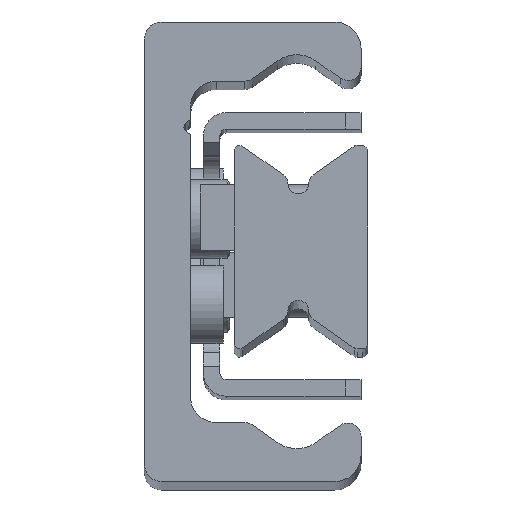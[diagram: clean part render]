
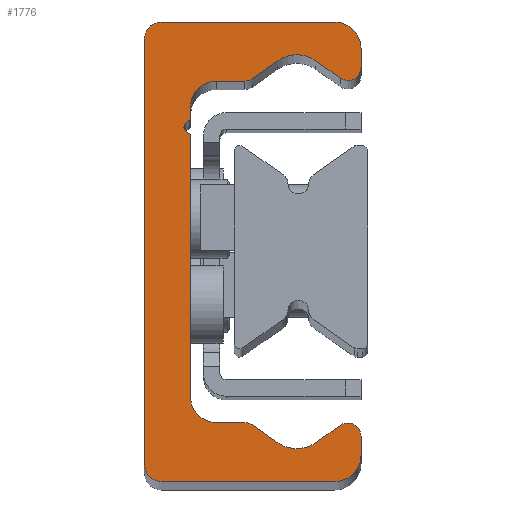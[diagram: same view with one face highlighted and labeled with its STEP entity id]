
A CAD part, top view. The second image highlights one B-rep face of the part: STEP entity #1776.
In plain terms, the highlighted planar face has unit normal (0, 0, 1).
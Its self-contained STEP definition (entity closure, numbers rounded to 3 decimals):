
#758=CARTESIAN_POINT('',(1.299,0.,370.0));
#759=VERTEX_POINT('',#758);
#760=CARTESIAN_POINT('',(-0.001,1.3,370.0));
#761=VERTEX_POINT('',#760);
#762=CARTESIAN_POINT('',(1.299,1.3,370.0));
#763=DIRECTION('',(0.0,0.0,-1.0));
#764=DIRECTION('',(-1.0,0.0,0.0));
#765=AXIS2_PLACEMENT_3D('',#762,#763,#764);
#766=CIRCLE('',#765,1.3);
#767=EDGE_CURVE('',#759,#761,#766,.T.);
#800=CARTESIAN_POINT('',(-0.001,33.7,370.0));
#801=VERTEX_POINT('',#800);
#802=CARTESIAN_POINT('',(-0.001,1.3,370.0));
#803=DIRECTION('',(0.0,1.0,0.0));
#804=VECTOR('',#803,32.4);
#805=LINE('',#802,#804);
#806=EDGE_CURVE('',#761,#801,#805,.T.);
#858=CARTESIAN_POINT('',(1.299,35.0,370.0));
#859=VERTEX_POINT('',#858);
#860=CARTESIAN_POINT('',(1.299,33.7,370.0));
#861=DIRECTION('',(0.0,0.0,-1.0));
#862=DIRECTION('',(0.0,1.0,0.0));
#863=AXIS2_PLACEMENT_3D('',#860,#861,#862);
#864=CIRCLE('',#863,1.3);
#865=EDGE_CURVE('',#801,#859,#864,.T.);
#891=CARTESIAN_POINT('',(14.499,35.0,370.0));
#892=VERTEX_POINT('',#891);
#893=CARTESIAN_POINT('',(1.299,35.0,370.0));
#894=DIRECTION('',(1.0,0.0,0.0));
#895=VECTOR('',#894,13.2);
#896=LINE('',#893,#895);
#897=EDGE_CURVE('',#859,#892,#896,.T.);
#922=CARTESIAN_POINT('',(16.499,33.0,370.0));
#923=VERTEX_POINT('',#922);
#924=CARTESIAN_POINT('',(14.499,33.0,370.0));
#925=DIRECTION('',(0.0,0.0,-1.0));
#926=DIRECTION('',(1.0,0.0,0.0));
#927=AXIS2_PLACEMENT_3D('',#924,#925,#926);
#928=CIRCLE('',#927,2.0);
#929=EDGE_CURVE('',#892,#923,#928,.T.);
#955=CARTESIAN_POINT('',(16.499,31.542,370.0));
#956=VERTEX_POINT('',#955);
#957=CARTESIAN_POINT('',(16.499,33.0,370.0));
#958=DIRECTION('',(0.0,-1.0,0.0));
#959=VECTOR('',#958,1.458);
#960=LINE('',#957,#959);
#961=EDGE_CURVE('',#923,#956,#960,.T.);
#986=CARTESIAN_POINT('',(14.926,30.723,370.0));
#987=VERTEX_POINT('',#986);
#988=CARTESIAN_POINT('',(15.499,31.542,370.0));
#989=DIRECTION('',(0.0,0.0,-1.));
#990=DIRECTION('',(-0.574,-0.819,0.0));
#991=AXIS2_PLACEMENT_3D('',#988,#989,#990);
#992=CIRCLE('',#991,1.);
#993=EDGE_CURVE('',#956,#987,#992,.T.);
#1019=CARTESIAN_POINT('',(13.033,32.048,370.0));
#1020=VERTEX_POINT('',#1019);
#1021=CARTESIAN_POINT('',(14.926,30.723,370.0));
#1022=DIRECTION('',(-0.819,0.574,0.0));
#1023=VECTOR('',#1022,2.31);
#1024=LINE('',#1021,#1023);
#1025=EDGE_CURVE('',#987,#1020,#1024,.T.);
#1050=CARTESIAN_POINT('',(10.165,32.048,370.0));
#1051=VERTEX_POINT('',#1050);
#1052=CARTESIAN_POINT('',(11.599,30.0,370.0));
#1053=DIRECTION('',(0.0,0.0,1.));
#1054=DIRECTION('',(-0.574,-0.819,0.0));
#1055=AXIS2_PLACEMENT_3D('',#1052,#1053,#1054);
#1056=CIRCLE('',#1055,2.5);
#1057=EDGE_CURVE('',#1020,#1051,#1056,.T.);
#1083=CARTESIAN_POINT('',(8.213,30.681,370.0));
#1084=VERTEX_POINT('',#1083);
#1085=CARTESIAN_POINT('',(10.165,32.048,370.0));
#1086=DIRECTION('',(-0.819,-0.574,0.0));
#1087=VECTOR('',#1086,2.383);
#1088=LINE('',#1085,#1087);
#1089=EDGE_CURVE('',#1051,#1084,#1088,.T.);
#1114=CARTESIAN_POINT('',(7.64,30.5,370.0));
#1115=VERTEX_POINT('',#1114);
#1116=CARTESIAN_POINT('',(7.64,31.5,370.0));
#1117=DIRECTION('',(0.0,0.0,-1.0));
#1118=DIRECTION('',(0.0,-1.0,0.0));
#1119=AXIS2_PLACEMENT_3D('',#1116,#1117,#1118);
#1120=CIRCLE('',#1119,1.0);
#1121=EDGE_CURVE('',#1084,#1115,#1120,.T.);
#1147=CARTESIAN_POINT('',(5.499,30.5,370.0));
#1148=VERTEX_POINT('',#1147);
#1149=CARTESIAN_POINT('',(7.64,30.5,370.0));
#1150=DIRECTION('',(-1.0,0.0,0.0));
#1151=VECTOR('',#1150,2.14);
#1152=LINE('',#1149,#1151);
#1153=EDGE_CURVE('',#1115,#1148,#1152,.T.);
#1178=CARTESIAN_POINT('',(3.499,28.5,370.0));
#1179=VERTEX_POINT('',#1178);
#1180=CARTESIAN_POINT('',(5.499,28.5,370.0));
#1181=DIRECTION('',(0.0,0.0,1.0));
#1182=DIRECTION('',(0.0,-1.0,0.0));
#1183=AXIS2_PLACEMENT_3D('',#1180,#1181,#1182);
#1184=CIRCLE('',#1183,2.0);
#1185=EDGE_CURVE('',#1148,#1179,#1184,.T.);
#1211=CARTESIAN_POINT('',(3.499,27.671,370.0));
#1212=VERTEX_POINT('',#1211);
#1213=CARTESIAN_POINT('',(3.499,28.5,370.0));
#1214=DIRECTION('',(0.0,-1.0,0.0));
#1215=VECTOR('',#1214,0.829);
#1216=LINE('',#1213,#1215);
#1217=EDGE_CURVE('',#1179,#1212,#1216,.T.);
#1242=CARTESIAN_POINT('',(3.357,27.479,370.0));
#1243=VERTEX_POINT('',#1242);
#1244=CARTESIAN_POINT('',(3.299,27.671,370.0));
#1245=DIRECTION('',(0.0,0.0,-1.));
#1246=DIRECTION('',(0.286,-0.958,0.0));
#1247=AXIS2_PLACEMENT_3D('',#1244,#1245,#1246);
#1248=CIRCLE('',#1247,0.2);
#1249=EDGE_CURVE('',#1212,#1243,#1248,.T.);
#1275=CARTESIAN_POINT('',(3.357,26.521,370.0));
#1276=VERTEX_POINT('',#1275);
#1277=CARTESIAN_POINT('',(3.499,27.0,370.0));
#1278=DIRECTION('',(0.0,0.0,1.0));
#1279=DIRECTION('',(0.286,-0.958,0.0));
#1280=AXIS2_PLACEMENT_3D('',#1277,#1278,#1279);
#1281=CIRCLE('',#1280,0.5);
#1282=EDGE_CURVE('',#1243,#1276,#1281,.T.);
#1308=CARTESIAN_POINT('',(3.499,26.329,370.0));
#1309=VERTEX_POINT('',#1308);
#1310=CARTESIAN_POINT('',(3.299,26.329,370.0));
#1311=DIRECTION('',(0.0,0.0,-1.0));
#1312=DIRECTION('',(1.0,0.0,0.0));
#1313=AXIS2_PLACEMENT_3D('',#1310,#1311,#1312);
#1314=CIRCLE('',#1313,0.2);
#1315=EDGE_CURVE('',#1276,#1309,#1314,.T.);
#1341=CARTESIAN_POINT('',(3.499,6.5,370.0));
#1342=VERTEX_POINT('',#1341);
#1343=CARTESIAN_POINT('',(3.499,26.329,370.0));
#1344=DIRECTION('',(0.0,-1.0,0.0));
#1345=VECTOR('',#1344,19.829);
#1346=LINE('',#1343,#1345);
#1347=EDGE_CURVE('',#1309,#1342,#1346,.T.);
#1399=CARTESIAN_POINT('',(5.499,4.5,370.0));
#1400=VERTEX_POINT('',#1399);
#1401=CARTESIAN_POINT('',(5.499,6.5,370.0));
#1402=DIRECTION('',(0.0,0.0,1.0));
#1403=DIRECTION('',(1.0,0.0,0.0));
#1404=AXIS2_PLACEMENT_3D('',#1401,#1402,#1403);
#1405=CIRCLE('',#1404,2.0);
#1406=EDGE_CURVE('',#1342,#1400,#1405,.T.);
#1432=CARTESIAN_POINT('',(7.64,4.5,370.0));
#1433=VERTEX_POINT('',#1432);
#1434=CARTESIAN_POINT('',(5.499,4.5,370.0));
#1435=DIRECTION('',(1.0,0.0,0.0));
#1436=VECTOR('',#1435,2.14);
#1437=LINE('',#1434,#1436);
#1438=EDGE_CURVE('',#1400,#1433,#1437,.T.);
#1463=CARTESIAN_POINT('',(8.213,4.319,370.0));
#1464=VERTEX_POINT('',#1463);
#1465=CARTESIAN_POINT('',(7.64,3.5,370.0));
#1466=DIRECTION('',(0.0,0.0,-1.));
#1467=DIRECTION('',(0.574,0.819,0.0));
#1468=AXIS2_PLACEMENT_3D('',#1465,#1466,#1467);
#1469=CIRCLE('',#1468,1.0);
#1470=EDGE_CURVE('',#1433,#1464,#1469,.T.);
#1496=CARTESIAN_POINT('',(10.165,2.952,370.0));
#1497=VERTEX_POINT('',#1496);
#1498=CARTESIAN_POINT('',(8.213,4.319,370.0));
#1499=DIRECTION('',(0.819,-0.574,0.0));
#1500=VECTOR('',#1499,2.383);
#1501=LINE('',#1498,#1500);
#1502=EDGE_CURVE('',#1464,#1497,#1501,.T.);
#1527=CARTESIAN_POINT('',(13.033,2.952,370.0));
#1528=VERTEX_POINT('',#1527);
#1529=CARTESIAN_POINT('',(11.599,5.,370.0));
#1530=DIRECTION('',(0.0,0.0,1.0));
#1531=DIRECTION('',(0.574,0.819,0.0));
#1532=AXIS2_PLACEMENT_3D('',#1529,#1530,#1531);
#1533=CIRCLE('',#1532,2.5);
#1534=EDGE_CURVE('',#1497,#1528,#1533,.T.);
#1560=CARTESIAN_POINT('',(14.926,4.277,370.0));
#1561=VERTEX_POINT('',#1560);
#1562=CARTESIAN_POINT('',(13.033,2.952,370.0));
#1563=DIRECTION('',(0.819,0.574,0.0));
#1564=VECTOR('',#1563,2.31);
#1565=LINE('',#1562,#1564);
#1566=EDGE_CURVE('',#1528,#1561,#1565,.T.);
#1591=CARTESIAN_POINT('',(16.499,3.458,370.0));
#1592=VERTEX_POINT('',#1591);
#1593=CARTESIAN_POINT('',(15.499,3.458,370.0));
#1594=DIRECTION('',(0.0,0.0,-1.0));
#1595=DIRECTION('',(1.0,0.0,0.0));
#1596=AXIS2_PLACEMENT_3D('',#1593,#1594,#1595);
#1597=CIRCLE('',#1596,1.);
#1598=EDGE_CURVE('',#1561,#1592,#1597,.T.);
#1624=CARTESIAN_POINT('',(16.499,2.,370.0));
#1625=VERTEX_POINT('',#1624);
#1626=CARTESIAN_POINT('',(16.499,3.458,370.0));
#1627=DIRECTION('',(0.0,-1.0,0.0));
#1628=VECTOR('',#1627,1.458);
#1629=LINE('',#1626,#1628);
#1630=EDGE_CURVE('',#1592,#1625,#1629,.T.);
#1655=CARTESIAN_POINT('',(14.499,0.,370.0));
#1656=VERTEX_POINT('',#1655);
#1657=CARTESIAN_POINT('',(14.499,2.,370.0));
#1658=DIRECTION('',(0.0,0.0,-1.0));
#1659=DIRECTION('',(0.0,-1.0,0.0));
#1660=AXIS2_PLACEMENT_3D('',#1657,#1658,#1659);
#1661=CIRCLE('',#1660,2.0);
#1662=EDGE_CURVE('',#1625,#1656,#1661,.T.);
#1688=CARTESIAN_POINT('',(14.499,0.,370.0));
#1689=DIRECTION('',(-1.0,0.0,0.0));
#1690=VECTOR('',#1689,13.2);
#1691=LINE('',#1688,#1690);
#1692=EDGE_CURVE('',#1656,#759,#1691,.T.);
#1741=CARTESIAN_POINT('',(5.933,17.534,370.0));
#1742=DIRECTION('',(0.0,0.0,1.0));
#1743=DIRECTION('',(1.0,0.0,0.0));
#1744=AXIS2_PLACEMENT_3D('',#1741,#1742,#1743);
#1745=PLANE('',#1744);
#1746=ORIENTED_EDGE('',*,*,#767,.F.);
#1747=ORIENTED_EDGE('',*,*,#1692,.F.);
#1748=ORIENTED_EDGE('',*,*,#1662,.F.);
#1749=ORIENTED_EDGE('',*,*,#1630,.F.);
#1750=ORIENTED_EDGE('',*,*,#1598,.F.);
#1751=ORIENTED_EDGE('',*,*,#1566,.F.);
#1752=ORIENTED_EDGE('',*,*,#1534,.F.);
#1753=ORIENTED_EDGE('',*,*,#1502,.F.);
#1754=ORIENTED_EDGE('',*,*,#1470,.F.);
#1755=ORIENTED_EDGE('',*,*,#1438,.F.);
#1756=ORIENTED_EDGE('',*,*,#1406,.F.);
#1757=ORIENTED_EDGE('',*,*,#1347,.F.);
#1758=ORIENTED_EDGE('',*,*,#1315,.F.);
#1759=ORIENTED_EDGE('',*,*,#1282,.F.);
#1760=ORIENTED_EDGE('',*,*,#1249,.F.);
#1761=ORIENTED_EDGE('',*,*,#1217,.F.);
#1762=ORIENTED_EDGE('',*,*,#1185,.F.);
#1763=ORIENTED_EDGE('',*,*,#1153,.F.);
#1764=ORIENTED_EDGE('',*,*,#1121,.F.);
#1765=ORIENTED_EDGE('',*,*,#1089,.F.);
#1766=ORIENTED_EDGE('',*,*,#1057,.F.);
#1767=ORIENTED_EDGE('',*,*,#1025,.F.);
#1768=ORIENTED_EDGE('',*,*,#993,.F.);
#1769=ORIENTED_EDGE('',*,*,#961,.F.);
#1770=ORIENTED_EDGE('',*,*,#929,.F.);
#1771=ORIENTED_EDGE('',*,*,#897,.F.);
#1772=ORIENTED_EDGE('',*,*,#865,.F.);
#1773=ORIENTED_EDGE('',*,*,#806,.F.);
#1774=EDGE_LOOP('',(#1746,#1747,#1748,#1749,#1750,#1751,#1752,#1753,#1754,#1755,#1756,#1757,#1758,#1759,#1760,#1761,#1762,#1763,#1764,#1765,#1766,#1767,#1768,#1769,#1770,#1771,#1772,#1773));
#1775=FACE_OUTER_BOUND('',#1774,.T.);
#1776=ADVANCED_FACE('',(#1775),#1745,.T.);
